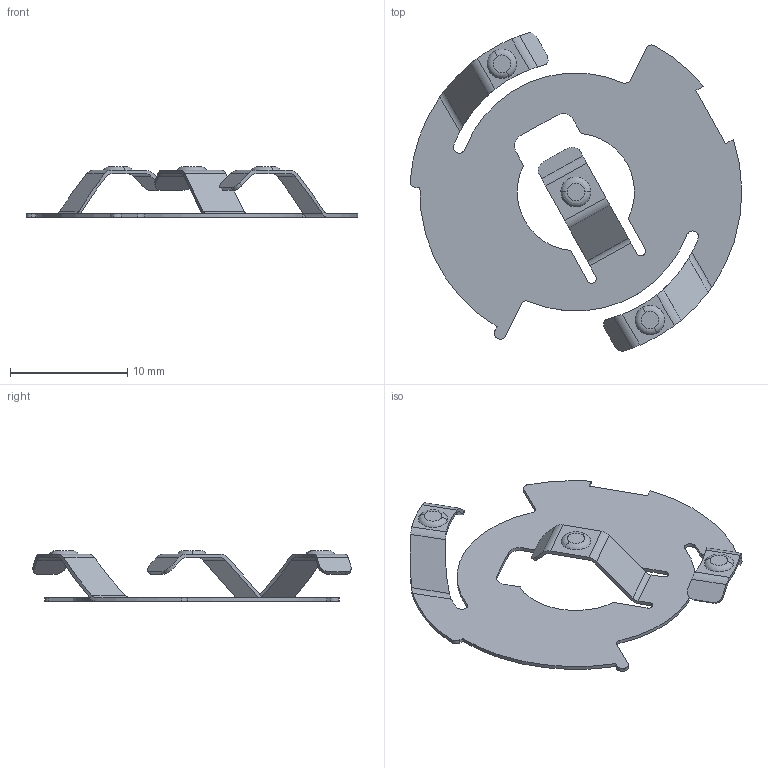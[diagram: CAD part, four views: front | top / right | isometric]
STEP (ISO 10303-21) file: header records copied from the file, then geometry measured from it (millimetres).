
FILE_DESCRIPTION((''),'2;1');
FILE_NAME('0-TANYE-FUJI1_RNM','2025-05-28T11:11:41',('lishuaijun5'),(''),'CREO PARAMETRIC BY PTC INC, 2020044','CREO PARAMETRIC BY PTC INC, 2020044','');
FILE_SCHEMA(('AUTOMOTIVE_DESIGN { 1 0 10303 214 1 1 1 1 }'));
Length unit declared in the file: millimetre
Products named in the file (1): 0-TANYE-FUJI1_RNM
Bounding box: 28.27 x 27.15 x 4.3 mm (x, y, z)
Volume: 145.4 mm3; surface area: 1037.2 mm2
Topology: 1 solids, 1 shells, 103 faces, 287 edges, 192 vertices
Faces by surface type: plane 43, cylinder 43, torus 14, bspline 3
Entity records: 3710 total; most frequent: CARTESIAN_POINT 996, ORIENTED_EDGE 574, DIRECTION 542, EDGE_CURVE 287, AXIS2_PLACEMENT_3D 210, VERTEX_POINT 192, VECTOR 122, LINE 122
